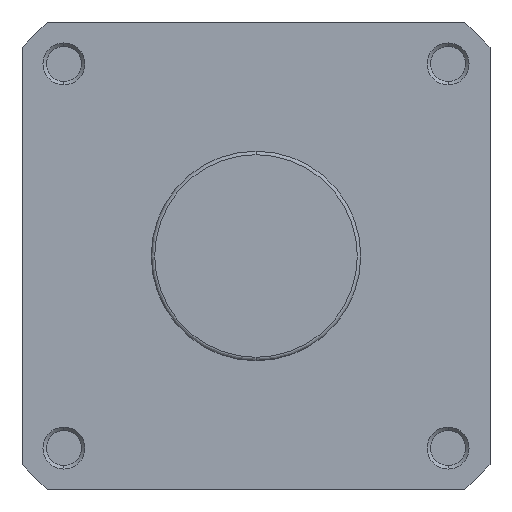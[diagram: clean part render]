
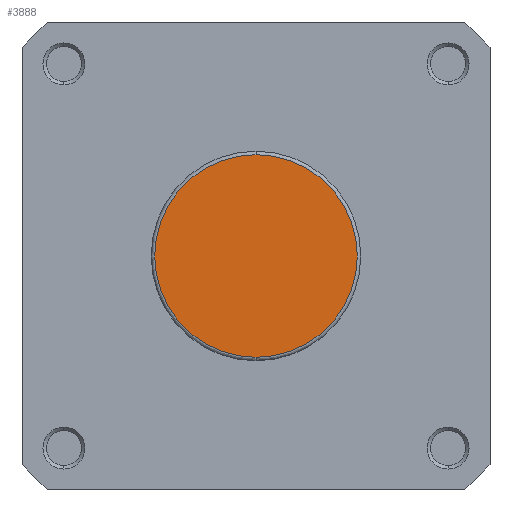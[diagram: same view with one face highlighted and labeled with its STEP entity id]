
A CAD part, left-side view. The second image highlights one B-rep face of the part: STEP entity #3888.
In plain terms, the highlighted planar face has unit normal (-1, 0, 0).
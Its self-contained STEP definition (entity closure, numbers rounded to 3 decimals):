
#50 = CARTESIAN_POINT ( 'NONE',  ( 0., 30., 0. ) ) ;
#51 = PLANE ( 'NONE',  #1620 ) ;
#53 = DIRECTION ( 'NONE',  ( 1., 0., 0. ) ) ;
#54 = DIRECTION ( 'NONE',  ( 0., 0., -1. ) ) ;
#904 = VERTEX_POINT ( 'NONE', #5261 ) ;
#911 = VERTEX_POINT ( 'NONE', #5252 ) ;
#985 = EDGE_CURVE ( 'NONE', #911, #904, #5025, .T. ) ;
#1316 = EDGE_CURVE ( 'NONE', #904, #911, #5488, .T. ) ;
#1375 = AXIS2_PLACEMENT_3D ( 'NONE', #1851, #1852, #1853 ) ;
#1541 = AXIS2_PLACEMENT_3D ( 'NONE', #2737, #2738, #2739 ) ;
#1620 = AXIS2_PLACEMENT_3D ( 'NONE', #50, #53, #54 ) ;
#1851 = CARTESIAN_POINT ( 'NONE',  ( 0., 0., 0. ) ) ;
#1852 = DIRECTION ( 'NONE',  ( -1., 0., 0. ) ) ;
#1853 = DIRECTION ( 'NONE',  ( 0., 0., -1. ) ) ;
#2737 = CARTESIAN_POINT ( 'NONE',  ( 0., 0., 0. ) ) ;
#2738 = DIRECTION ( 'NONE',  ( -1., 0., 0. ) ) ;
#2739 = DIRECTION ( 'NONE',  ( 0., 0., -1. ) ) ;
#3017 = EDGE_LOOP ( 'NONE', ( #4573, #4572 ) ) ;
#3446 = FACE_OUTER_BOUND ( 'NONE', #3017, .T. ) ;
#3888 = ADVANCED_FACE ( 'NONE', ( #3446 ), #51, .F. ) ;
#4572 = ORIENTED_EDGE ( 'NONE', *, *, #1316, .T. ) ;
#4573 = ORIENTED_EDGE ( 'NONE', *, *, #985, .T. ) ;
#5025 = CIRCLE ( 'NONE', #1375, 29. ) ;
#5252 = CARTESIAN_POINT ( 'NONE',  ( 0., 0., -29. ) ) ;
#5261 = CARTESIAN_POINT ( 'NONE',  ( 0., 0., 29. ) ) ;
#5488 = CIRCLE ( 'NONE', #1541, 29. ) ;
